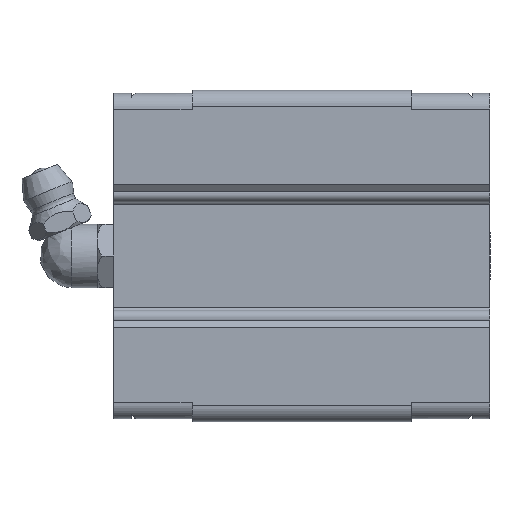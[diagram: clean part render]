
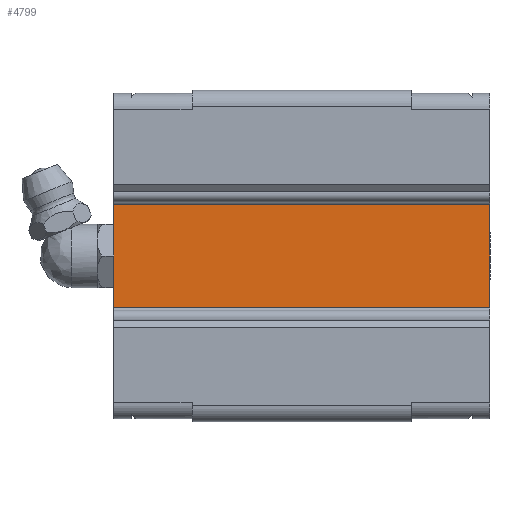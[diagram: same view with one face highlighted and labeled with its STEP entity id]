
A CAD part, front view. The second image highlights one B-rep face of the part: STEP entity #4799.
In plain terms, the highlighted planar face has unit normal (0, -1, 0).
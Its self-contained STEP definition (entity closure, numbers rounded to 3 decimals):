
#237 = VECTOR ( 'NONE', #2101, 1000. ) ;
#239 = ORIENTED_EDGE ( 'NONE', *, *, #5008, .F. ) ;
#452 = CARTESIAN_POINT ( 'NONE',  ( 23.85, 9.5, -6.497 ) ) ;
#510 = CARTESIAN_POINT ( 'NONE',  ( 23.85, 9.5, 6.497 ) ) ;
#542 = DIRECTION ( 'NONE',  ( 0., 0., -1. ) ) ;
#657 = DIRECTION ( 'NONE',  ( 0., -1., 0. ) ) ;
#675 = CARTESIAN_POINT ( 'NONE',  ( 23.85, 9.5, -6.497 ) ) ;
#734 = CARTESIAN_POINT ( 'NONE',  ( -23.85, 9.5, 6.497 ) ) ;
#858 = LINE ( 'NONE', #510, #4947 ) ;
#907 = VERTEX_POINT ( 'NONE', #675 ) ;
#1003 = LINE ( 'NONE', #452, #1797 ) ;
#1147 = EDGE_CURVE ( 'NONE', #907, #2454, #1003, .T. ) ;
#1364 = VERTEX_POINT ( 'NONE', #734 ) ;
#1451 = EDGE_LOOP ( 'NONE', ( #239, #3143, #4670, #1746 ) ) ;
#1495 = PLANE ( 'NONE',  #4915 ) ;
#1746 = ORIENTED_EDGE ( 'NONE', *, *, #1147, .F. ) ;
#1797 = VECTOR ( 'NONE', #4583, 1000. ) ;
#1935 = DIRECTION ( 'NONE',  ( 0., 0., -1. ) ) ;
#2101 = DIRECTION ( 'NONE',  ( 0., 0., -1. ) ) ;
#2140 = EDGE_CURVE ( 'NONE', #1364, #2454, #2834, .T. ) ;
#2215 = VECTOR ( 'NONE', #542, 1000. ) ;
#2454 = VERTEX_POINT ( 'NONE', #4491 ) ;
#2834 = LINE ( 'NONE', #3717, #237 ) ;
#3081 = EDGE_CURVE ( 'NONE', #3479, #1364, #858, .T. ) ;
#3143 = ORIENTED_EDGE ( 'NONE', *, *, #3081, .T. ) ;
#3479 = VERTEX_POINT ( 'NONE', #4870 ) ;
#3717 = CARTESIAN_POINT ( 'NONE',  ( -23.85, 9.5, -6.497 ) ) ;
#3862 = CARTESIAN_POINT ( 'NONE',  ( 23.85, 9.5, 18.6 ) ) ;
#4491 = CARTESIAN_POINT ( 'NONE',  ( -23.85, 9.5, -6.497 ) ) ;
#4583 = DIRECTION ( 'NONE',  ( -1., 0., 0. ) ) ;
#4641 = DIRECTION ( 'NONE',  ( -1., 0., 0. ) ) ;
#4670 = ORIENTED_EDGE ( 'NONE', *, *, #2140, .T. ) ;
#4767 = CARTESIAN_POINT ( 'NONE',  ( 23.85, 9.5, -6.497 ) ) ;
#4799 = ADVANCED_FACE ( 'NONE', ( #5235 ), #1495, .T. ) ;
#4870 = CARTESIAN_POINT ( 'NONE',  ( 23.85, 9.5, 6.497 ) ) ;
#4915 = AXIS2_PLACEMENT_3D ( 'NONE', #4767, #657, #1935 ) ;
#4947 = VECTOR ( 'NONE', #4641, 1000. ) ;
#5008 = EDGE_CURVE ( 'NONE', #3479, #907, #5032, .T. ) ;
#5032 = LINE ( 'NONE', #3862, #2215 ) ;
#5235 = FACE_OUTER_BOUND ( 'NONE', #1451, .T. ) ;
